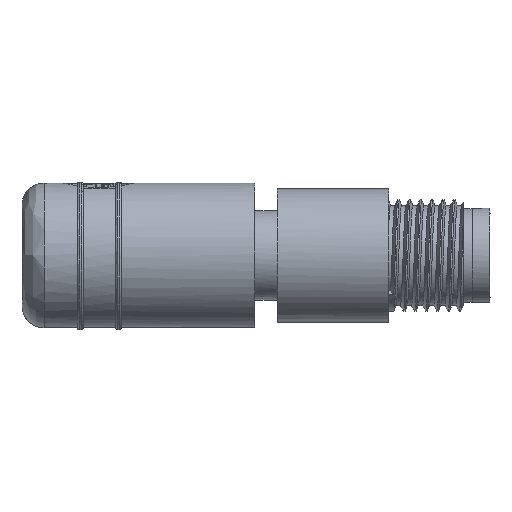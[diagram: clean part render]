
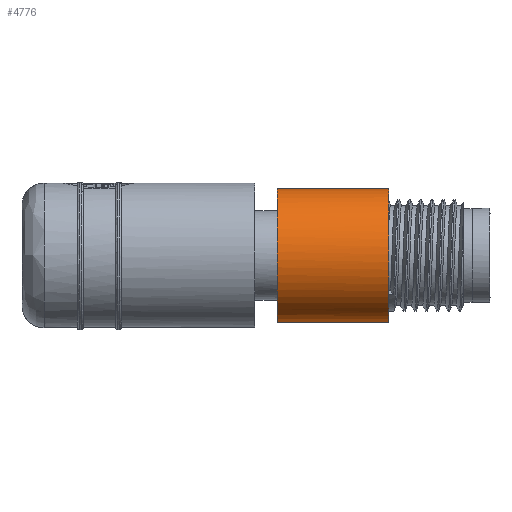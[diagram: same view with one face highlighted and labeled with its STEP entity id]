
A CAD part, left-side view. The second image highlights one B-rep face of the part: STEP entity #4776.
In plain terms, the highlighted cylindrical face has radius 3 mm (diameter 6 mm), a partial arc.
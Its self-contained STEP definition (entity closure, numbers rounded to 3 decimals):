
#71 = EDGE_CURVE ( 'NONE', #1385, #4670, #4175, .T. ) ;
#73 = CARTESIAN_POINT ( 'NONE',  ( -2.621, 4.55, 1.511 ) ) ;
#217 = ORIENTED_EDGE ( 'NONE', *, *, #7235, .F. ) ;
#466 = CARTESIAN_POINT ( 'NONE',  ( 0., 0., 3. ) ) ;
#603 = B_SPLINE_CURVE_WITH_KNOTS ( 'NONE', 3,
 ( #723, #4793, #1416, #6157, #2081, #6797, #2778, #7449, #3462, #8128, #4143, #73, #4819, #759, #5525, #1445, #6193, #2115 ),
 .UNSPECIFIED., .F., .F.,
 ( 4, 2, 2, 2, 2, 2, 2, 2, 4 ),
 ( 0., 0.125, 0.25, 0.375, 0.5, 0.625, 0.75, 0.875, 1. ),
 .UNSPECIFIED. ) ;
#723 = CARTESIAN_POINT ( 'NONE',  ( 0., 4.55, -3. ) ) ;
#759 = CARTESIAN_POINT ( 'NONE',  ( -1.844, 4.55, 2.399 ) ) ;
#958 = DIRECTION ( 'NONE',  ( 0., 0., -1. ) ) ;
#1128 = CARTESIAN_POINT ( 'NONE',  ( 0., 4.55, 3. ) ) ;
#1197 = ORIENTED_EDGE ( 'NONE', *, *, #71, .F. ) ;
#1385 = VERTEX_POINT ( 'NONE', #7524 ) ;
#1416 = CARTESIAN_POINT ( 'NONE',  ( -0.785, 4.55, -2.922 ) ) ;
#1419 = CARTESIAN_POINT ( 'NONE',  ( 0., 0., -3. ) ) ;
#1445 = CARTESIAN_POINT ( 'NONE',  ( -0.785, 4.55, 2.922 ) ) ;
#1586 = FACE_OUTER_BOUND ( 'NONE', #2785, .T. ) ;
#2081 = CARTESIAN_POINT ( 'NONE',  ( -1.844, 4.55, -2.399 ) ) ;
#2115 = CARTESIAN_POINT ( 'NONE',  ( 0., 4.55, 3. ) ) ;
#2575 = DIRECTION ( 'NONE',  ( 0., -1., 0. ) ) ;
#2778 = CARTESIAN_POINT ( 'NONE',  ( -2.621, 4.55, -1.511 ) ) ;
#2785 = EDGE_LOOP ( 'NONE', ( #217, #1197, #4148, #3094 ) ) ;
#3094 = ORIENTED_EDGE ( 'NONE', *, *, #6630, .T. ) ;
#3462 = CARTESIAN_POINT ( 'NONE',  ( -3., 4.55, -0.393 ) ) ;
#4143 = CARTESIAN_POINT ( 'NONE',  ( -2.922, 4.55, 0.785 ) ) ;
#4148 = ORIENTED_EDGE ( 'NONE', *, *, #4620, .T. ) ;
#4175 = B_SPLINE_CURVE_WITH_KNOTS ( 'NONE', 3,
 ( #4658, #6144, #8064, #5253, #5218, #5301, #5270, #5349, #5316, #5368, #5358, #5388, #5378, #5461, #5401, #5422, #5412, #5450, #5438, #5485, #5473, #5533, #5513, #5565, #5544, #5593, #5574, #6914, #5943, #5611, #5916, #5691, #5800, #5979, #5077, #4979, #4961, #5009 ),
 .UNSPECIFIED., .F., .F.,
 ( 4, 1, 1, 1, 2, 2, 2, 1, 1, 1, 2, 2, 2, 1, 1, 1, 2, 2, 2, 1, 1, 1, 2, 2, 4 ),
 ( 0., 0.063, 0.094, 0.109, 0.117, 0.125, 0.25, 0.313, 0.344, 0.359, 0.367, 0.375, 0.5, 0.563, 0.594, 0.609, 0.617, 0.625, 0.75, 0.812, 0.844, 0.859, 0.867, 0.875, 1. ),
 .UNSPECIFIED. ) ;
#4315 = DIRECTION ( 'NONE',  ( 0., -1., 0. ) ) ;
#4325 = VECTOR ( 'NONE', #2575, 1000. ) ;
#4620 = EDGE_CURVE ( 'NONE', #1385, #5093, #8409, .T. ) ;
#4658 = CARTESIAN_POINT ( 'NONE',  ( 0., 9.55, -3. ) ) ;
#4670 = VERTEX_POINT ( 'NONE', #4904 ) ;
#4776 = ADVANCED_FACE ( 'NONE', ( #1586 ), #4976, .T. ) ;
#4793 = CARTESIAN_POINT ( 'NONE',  ( -0.393, 4.55, -3. ) ) ;
#4819 = CARTESIAN_POINT ( 'NONE',  ( -2.399, 4.55, 1.844 ) ) ;
#4904 = CARTESIAN_POINT ( 'NONE',  ( 0., 9.55, 3. ) ) ;
#4961 = CARTESIAN_POINT ( 'NONE',  ( -0.382, 9.55, 3. ) ) ;
#4976 = CYLINDRICAL_SURFACE ( 'NONE', #8276, 3. ) ;
#4979 = CARTESIAN_POINT ( 'NONE',  ( -0.75, 9.55, 2.93 ) ) ;
#5009 = CARTESIAN_POINT ( 'NONE',  ( 0., 9.55, 3. ) ) ;
#5023 = CARTESIAN_POINT ( 'NONE',  ( 0., 0., 0. ) ) ;
#5077 = CARTESIAN_POINT ( 'NONE',  ( -1.126, 9.55, 2.781 ) ) ;
#5093 = VERTEX_POINT ( 'NONE', #6323 ) ;
#5218 = CARTESIAN_POINT ( 'NONE',  ( -0.948, 9.55, -2.847 ) ) ;
#5253 = CARTESIAN_POINT ( 'NONE',  ( -0.791, 9.55, -2.897 ) ) ;
#5270 = CARTESIAN_POINT ( 'NONE',  ( -1.06, 9.55, -2.807 ) ) ;
#5301 = CARTESIAN_POINT ( 'NONE',  ( -1.015, 9.55, -2.823 ) ) ;
#5316 = CARTESIAN_POINT ( 'NONE',  ( -1.489, 9.55, -2.637 ) ) ;
#5349 = CARTESIAN_POINT ( 'NONE',  ( -1.08, 9.55, -2.799 ) ) ;
#5358 = CARTESIAN_POINT ( 'NONE',  ( -2.268, 9.55, -1.975 ) ) ;
#5368 = CARTESIAN_POINT ( 'NONE',  ( -1.829, 9.55, -2.414 ) ) ;
#5378 = CARTESIAN_POINT ( 'NONE',  ( -2.64, 9.55, -1.431 ) ) ;
#5388 = CARTESIAN_POINT ( 'NONE',  ( -2.461, 9.55, -1.738 ) ) ;
#5401 = CARTESIAN_POINT ( 'NONE',  ( -2.75, 9.55, -1.2 ) ) ;
#5412 = CARTESIAN_POINT ( 'NONE',  ( -2.781, 9.55, -1.126 ) ) ;
#5422 = CARTESIAN_POINT ( 'NONE',  ( -2.77, 9.55, -1.152 ) ) ;
#5438 = CARTESIAN_POINT ( 'NONE',  ( -3., 9.55, -0.381 ) ) ;
#5450 = CARTESIAN_POINT ( 'NONE',  ( -2.93, 9.55, -0.75 ) ) ;
#5461 = CARTESIAN_POINT ( 'NONE',  ( -2.719, 9.55, -1.27 ) ) ;
#5473 = CARTESIAN_POINT ( 'NONE',  ( -2.974, 9.55, 0.472 ) ) ;
#5485 = CARTESIAN_POINT ( 'NONE',  ( -3., 9.55, 0.191 ) ) ;
#5495 = DIRECTION ( 'NONE',  ( 0., -1., 0. ) ) ;
#5513 = CARTESIAN_POINT ( 'NONE',  ( -2.847, 9.55, 0.948 ) ) ;
#5525 = CARTESIAN_POINT ( 'NONE',  ( -1.511, 4.55, 2.621 ) ) ;
#5533 = CARTESIAN_POINT ( 'NONE',  ( -2.897, 9.55, 0.791 ) ) ;
#5544 = CARTESIAN_POINT ( 'NONE',  ( -2.807, 9.55, 1.06 ) ) ;
#5557 = VECTOR ( 'NONE', #5495, 1000. ) ;
#5565 = CARTESIAN_POINT ( 'NONE',  ( -2.823, 9.55, 1.015 ) ) ;
#5574 = CARTESIAN_POINT ( 'NONE',  ( -2.637, 9.55, 1.489 ) ) ;
#5593 = CARTESIAN_POINT ( 'NONE',  ( -2.799, 9.55, 1.08 ) ) ;
#5611 = CARTESIAN_POINT ( 'NONE',  ( -1.738, 9.55, 2.461 ) ) ;
#5691 = CARTESIAN_POINT ( 'NONE',  ( -1.27, 9.55, 2.719 ) ) ;
#5800 = CARTESIAN_POINT ( 'NONE',  ( -1.2, 9.55, 2.75 ) ) ;
#5916 = CARTESIAN_POINT ( 'NONE',  ( -1.431, 9.55, 2.64 ) ) ;
#5943 = CARTESIAN_POINT ( 'NONE',  ( -1.975, 9.55, 2.268 ) ) ;
#5979 = CARTESIAN_POINT ( 'NONE',  ( -1.152, 9.55, 2.77 ) ) ;
#6144 = CARTESIAN_POINT ( 'NONE',  ( -0.191, 9.55, -3. ) ) ;
#6157 = CARTESIAN_POINT ( 'NONE',  ( -1.511, 4.55, -2.621 ) ) ;
#6193 = CARTESIAN_POINT ( 'NONE',  ( -0.393, 4.55, 3. ) ) ;
#6323 = CARTESIAN_POINT ( 'NONE',  ( 0., 4.55, -3. ) ) ;
#6630 = EDGE_CURVE ( 'NONE', #5093, #6866, #603, .T. ) ;
#6797 = CARTESIAN_POINT ( 'NONE',  ( -2.399, 4.55, -1.844 ) ) ;
#6866 = VERTEX_POINT ( 'NONE', #1128 ) ;
#6914 = CARTESIAN_POINT ( 'NONE',  ( -2.414, 9.55, 1.829 ) ) ;
#7235 = EDGE_CURVE ( 'NONE', #4670, #6866, #7851, .T. ) ;
#7449 = CARTESIAN_POINT ( 'NONE',  ( -2.922, 4.55, -0.785 ) ) ;
#7524 = CARTESIAN_POINT ( 'NONE',  ( 0., 9.55, -3. ) ) ;
#7851 = LINE ( 'NONE', #466, #4325 ) ;
#8064 = CARTESIAN_POINT ( 'NONE',  ( -0.472, 9.55, -2.974 ) ) ;
#8128 = CARTESIAN_POINT ( 'NONE',  ( -3., 4.55, 0.393 ) ) ;
#8276 = AXIS2_PLACEMENT_3D ( 'NONE', #5023, #4315, #958 ) ;
#8409 = LINE ( 'NONE', #1419, #5557 ) ;
